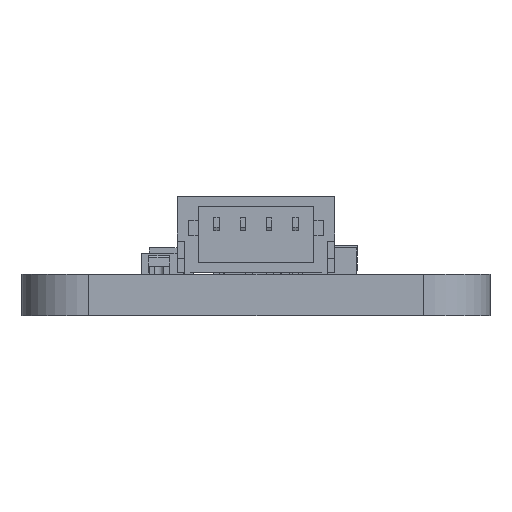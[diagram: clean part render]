
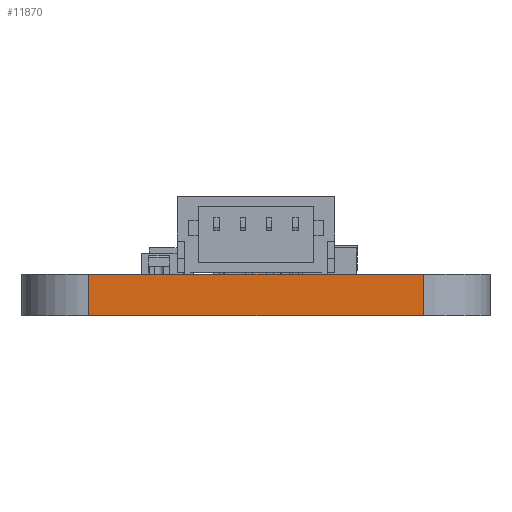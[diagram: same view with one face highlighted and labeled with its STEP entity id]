
A CAD part, left-side view. The second image highlights one B-rep face of the part: STEP entity #11870.
In plain terms, the highlighted planar face has unit normal (-1, 0, 0).
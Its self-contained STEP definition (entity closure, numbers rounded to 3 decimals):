
#220=PLANE('',#12724);
#787=FACE_OUTER_BOUND('',#1432,.T.);
#1432=EDGE_LOOP('',(#8129,#8130,#8131,#8132));
#2165=LINE('',#16956,#3608);
#2166=LINE('',#16959,#3609);
#2167=LINE('',#16961,#3610);
#2168=LINE('',#16962,#3611);
#3608=VECTOR('',#13770,10.);
#3609=VECTOR('',#13773,10.);
#3610=VECTOR('',#13774,10.);
#3611=VECTOR('',#13775,10.);
#5300=VERTEX_POINT('',#16952);
#5301=VERTEX_POINT('',#16954);
#5302=VERTEX_POINT('',#16958);
#5303=VERTEX_POINT('',#16960);
#6423=EDGE_CURVE('',#5300,#5301,#2165,.T.);
#6424=EDGE_CURVE('',#5302,#5300,#2166,.T.);
#6425=EDGE_CURVE('',#5303,#5301,#2167,.T.);
#6426=EDGE_CURVE('',#5302,#5303,#2168,.T.);
#8129=ORIENTED_EDGE('',*,*,#6424,.T.);
#8130=ORIENTED_EDGE('',*,*,#6423,.T.);
#8131=ORIENTED_EDGE('',*,*,#6425,.F.);
#8132=ORIENTED_EDGE('',*,*,#6426,.F.);
#11870=ADVANCED_FACE('',(#787),#220,.T.);
#12724=AXIS2_PLACEMENT_3D('',#16957,#13771,#13772);
#13770=DIRECTION('',(0.,0.,1.));
#13771=DIRECTION('center_axis',(-1.,0.,0.));
#13772=DIRECTION('ref_axis',(0.,-1.,0.));
#13773=DIRECTION('',(0.,-1.,0.));
#13774=DIRECTION('',(0.,-1.,0.));
#13775=DIRECTION('',(0.,0.,1.));
#16952=CARTESIAN_POINT('',(0.,2.54,0.));
#16954=CARTESIAN_POINT('',(0.,2.54,1.57));
#16956=CARTESIAN_POINT('',(0.,2.54,0.));
#16957=CARTESIAN_POINT('Origin',(0.,15.24,0.));
#16958=CARTESIAN_POINT('',(0.,15.24,0.));
#16959=CARTESIAN_POINT('',(0.,15.24,0.));
#16960=CARTESIAN_POINT('',(0.,15.24,1.57));
#16961=CARTESIAN_POINT('',(0.,15.24,1.57));
#16962=CARTESIAN_POINT('',(0.,15.24,0.));
